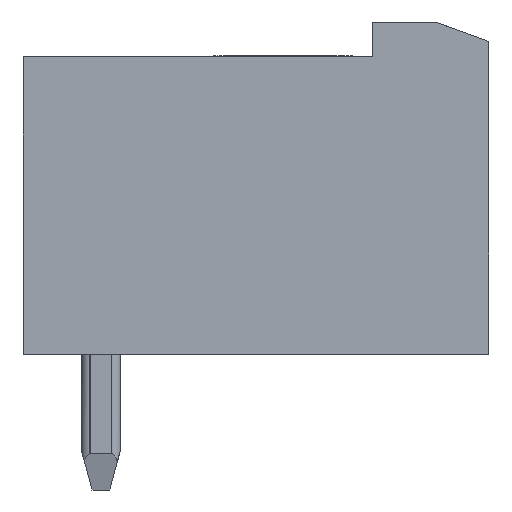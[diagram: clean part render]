
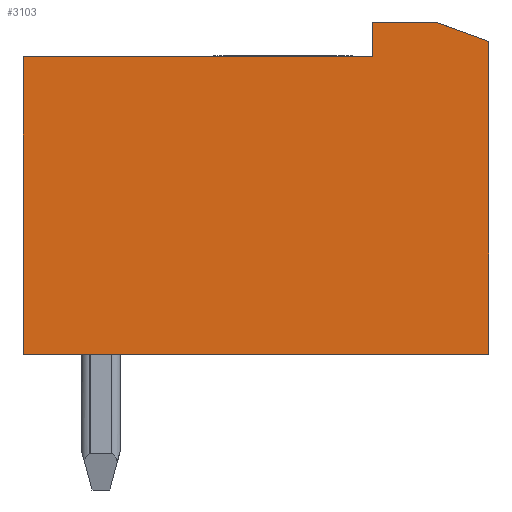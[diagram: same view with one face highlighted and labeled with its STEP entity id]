
A CAD part, left-side view. The second image highlights one B-rep face of the part: STEP entity #3103.
In plain terms, the highlighted planar face has unit normal (-1, 0, 0).
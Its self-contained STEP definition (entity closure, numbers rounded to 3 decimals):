
#3103=ADVANCED_FACE('',(#5918),#5919,.T.);
#5918=FACE_OUTER_BOUND('',#20410,.T.);
#5919=PLANE('',#20411);
#20410=EDGE_LOOP('',(#24804,#24805,#24806,#24807,#24808,#24809,#24810));
#20411=AXIS2_PLACEMENT_3D('',#24811,#24812,#24813);
#24804=ORIENTED_EDGE('',*,*,#28299,.T.);
#24805=ORIENTED_EDGE('',*,*,#28310,.T.);
#24806=ORIENTED_EDGE('',*,*,#28469,.F.);
#24807=ORIENTED_EDGE('',*,*,#28323,.F.);
#24808=ORIENTED_EDGE('',*,*,#28340,.F.);
#24809=ORIENTED_EDGE('',*,*,#28421,.T.);
#24810=ORIENTED_EDGE('',*,*,#28317,.T.);
#24811=CARTESIAN_POINT('',(0.,6.0,0.835));
#24812=DIRECTION('',(-1.0,0.,0.));
#24813=DIRECTION('',(0.,-1.0,0.));
#28299=EDGE_CURVE('',#30453,#30451,#30454,.F.);
#28310=EDGE_CURVE('',#30451,#30468,#30470,.F.);
#28317=EDGE_CURVE('',#30478,#30453,#30479,.F.);
#28323=EDGE_CURVE('',#30486,#30484,#30488,.T.);
#28340=EDGE_CURVE('',#30516,#30486,#30518,.T.);
#28421=EDGE_CURVE('',#30516,#30478,#30644,.F.);
#28469=EDGE_CURVE('',#30484,#30468,#30702,.F.);
#30451=VERTEX_POINT('',#33721);
#30453=VERTEX_POINT('',#33724);
#30454=LINE('',#33725,#33726);
#30468=VERTEX_POINT('',#33758);
#30470=LINE('',#33761,#33762);
#30478=VERTEX_POINT('',#33775);
#30479=LINE('',#33776,#33777);
#30484=VERTEX_POINT('',#33784);
#30486=VERTEX_POINT('',#33787);
#30488=LINE('',#33790,#33791);
#30516=VERTEX_POINT('',#33828);
#30518=LINE('',#33831,#33832);
#30644=LINE('',#34027,#34028);
#30702=LINE('',#34112,#34113);
#33721=CARTESIAN_POINT('',(0.,0.,8.07));
#33724=CARTESIAN_POINT('',(0.,0.,0.));
#33725=CARTESIAN_POINT('',(0.,0.,4.055));
#33726=VECTOR('',#36943,1.0);
#33758=CARTESIAN_POINT('',(0.,1.374,8.57));
#33761=CARTESIAN_POINT('',(0.,1.486,8.611));
#33762=VECTOR('',#36952,1.0);
#33775=CARTESIAN_POINT('',(0.,12.0,0.));
#33776=CARTESIAN_POINT('',(0.,9.0,0.));
#33777=VECTOR('',#36958,1.0);
#33784=CARTESIAN_POINT('',(0.,3.0,8.57));
#33787=CARTESIAN_POINT('',(0.,3.0,7.67));
#33790=CARTESIAN_POINT('',(0.,3.0,4.253));
#33791=VECTOR('',#36963,1.0);
#33828=CARTESIAN_POINT('',(0.,12.0,7.67));
#33831=CARTESIAN_POINT('',(0.,4.5,7.67));
#33832=VECTOR('',#36986,1.0);
#34027=CARTESIAN_POINT('',(0.,12.0,4.253));
#34028=VECTOR('',#37054,1.0);
#34112=CARTESIAN_POINT('',(0.,4.5,8.57));
#34113=VECTOR('',#37093,1.0);
#36943=DIRECTION('',(0.,0.,-1.0));
#36952=DIRECTION('',(0.,-0.94,-0.342));
#36958=DIRECTION('',(0.,1.0,0.));
#36963=DIRECTION('',(0.,0.,1.0));
#36986=DIRECTION('',(0.,-1.0,0.));
#37054=DIRECTION('',(0.,0.,1.0));
#37093=DIRECTION('',(0.,1.0,0.));
